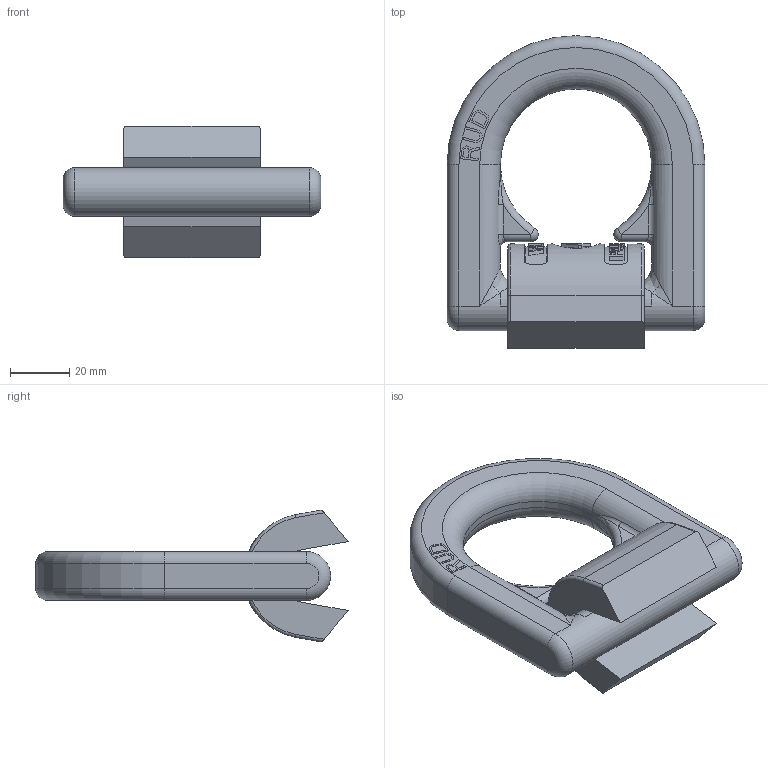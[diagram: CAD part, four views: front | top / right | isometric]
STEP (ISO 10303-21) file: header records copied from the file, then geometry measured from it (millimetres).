
FILE_DESCRIPTION((''),'2;1');
FILE_NAME('001-M32682-P-11_ASM','2011-10-24T',('Marcel.Bux'),(''),'PRO/ENGINEER BY PARAMETRIC TECHNOLOGY CORPORATION, 2010140','PRO/ENGINEER BY PARAMETRIC TECHNOLOGY CORPORATION, 2010140','');
FILE_SCHEMA(('CONFIG_CONTROL_DESIGN'));
Length unit declared in the file: millimetre
Products named in the file (3): 001-M32682-P-10; 001-M32119-P-2; 001-M32682-P-11_ASM
Assembly tree (2 placements, depth 2):
  001-M32682-P-11_ASM
    001-M32682-P-10
    001-M32119-P-2
Bounding box: 87 x 105.44 x 44.51 mm (x, y, z)
Volume: 108045.3 mm3; surface area: 25795.4 mm2
Topology: 2 solids, 2 shells, 466 faces, 1244 edges, 806 vertices
Faces by surface type: plane 348, cylinder 68, bspline 26, torus 20, sphere 4
Entity records: 16125 total; most frequent: CARTESIAN_POINT 5056, ORIENTED_EDGE 2488, DIRECTION 1988, EDGE_CURVE 1244, VERTEX_POINT 806, VECTOR 670, LINE 670, AXIS2_PLACEMENT_3D 659
